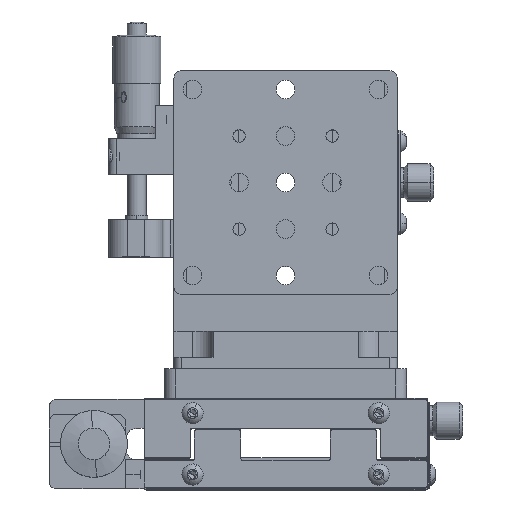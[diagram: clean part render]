
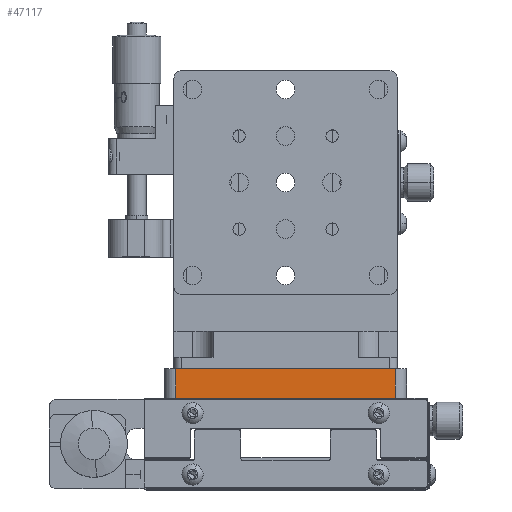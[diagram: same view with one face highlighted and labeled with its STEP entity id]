
A CAD part, top view. The second image highlights one B-rep face of the part: STEP entity #47117.
In plain terms, the highlighted planar face has unit normal (0, 0, 1).
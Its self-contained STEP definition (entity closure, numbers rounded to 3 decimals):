
#602 = DIRECTION ( 'NONE',  ( 1., 0., 0. ) ) ;
#2918 = EDGE_CURVE ( 'NONE', #48941, #58799, #56823, .T. ) ;
#4160 = CARTESIAN_POINT ( 'NONE',  ( 29.5, 32.5, 32.5 ) ) ;
#4762 = CARTESIAN_POINT ( 'NONE',  ( 29.5, 24.5, 32.5 ) ) ;
#6309 = ORIENTED_EDGE ( 'NONE', *, *, #50720, .T. ) ;
#7756 = VERTEX_POINT ( 'NONE', #54103 ) ;
#9142 = CARTESIAN_POINT ( 'NONE',  ( -32.5, 32.5, 32.5 ) ) ;
#9535 = PLANE ( 'NONE',  #52234 ) ;
#11713 = ORIENTED_EDGE ( 'NONE', *, *, #49449, .F. ) ;
#16801 = ORIENTED_EDGE ( 'NONE', *, *, #61199, .T. ) ;
#16947 = DIRECTION ( 'NONE',  ( 0., -1., 0. ) ) ;
#20612 = CARTESIAN_POINT ( 'NONE',  ( -29.5, 24.5, 32.5 ) ) ;
#21973 = VECTOR ( 'NONE', #44502, 1000. ) ;
#23758 = LINE ( 'NONE', #52310, #37200 ) ;
#24785 = CARTESIAN_POINT ( 'NONE',  ( 29.5, 32.5, 32.5 ) ) ;
#29901 = CARTESIAN_POINT ( 'NONE',  ( -32.5, 32.5, 32.5 ) ) ;
#32014 = ORIENTED_EDGE ( 'NONE', *, *, #2918, .T. ) ;
#34673 = VERTEX_POINT ( 'NONE', #20612 ) ;
#34980 = DIRECTION ( 'NONE',  ( -1., 0., 0. ) ) ;
#36037 = CARTESIAN_POINT ( 'NONE',  ( -32.5, 24.5, 32.5 ) ) ;
#37200 = VECTOR ( 'NONE', #16947, 1000. ) ;
#44502 = DIRECTION ( 'NONE',  ( 1., 0., 0. ) ) ;
#44638 = DIRECTION ( 'NONE',  ( 0., 1., 0. ) ) ;
#46186 = FACE_OUTER_BOUND ( 'NONE', #62045, .T. ) ;
#47117 = ADVANCED_FACE ( 'NONE', ( #46186 ), #9535, .F. ) ;
#48941 = VERTEX_POINT ( 'NONE', #4762 ) ;
#49449 = EDGE_CURVE ( 'NONE', #7756, #58799, #62293, .T. ) ;
#50720 = EDGE_CURVE ( 'NONE', #34673, #48941, #53151, .T. ) ;
#51564 = VECTOR ( 'NONE', #602, 1000. ) ;
#52234 = AXIS2_PLACEMENT_3D ( 'NONE', #29901, #65210, #34980 ) ;
#52310 = CARTESIAN_POINT ( 'NONE',  ( -29.5, 32.5, 32.5 ) ) ;
#53151 = LINE ( 'NONE', #36037, #51564 ) ;
#54103 = CARTESIAN_POINT ( 'NONE',  ( -29.5, 32.5, 32.5 ) ) ;
#56823 = LINE ( 'NONE', #4160, #58414 ) ;
#58414 = VECTOR ( 'NONE', #44638, 1000. ) ;
#58799 = VERTEX_POINT ( 'NONE', #24785 ) ;
#61199 = EDGE_CURVE ( 'NONE', #7756, #34673, #23758, .T. ) ;
#62045 = EDGE_LOOP ( 'NONE', ( #11713, #16801, #6309, #32014 ) ) ;
#62293 = LINE ( 'NONE', #9142, #21973 ) ;
#65210 = DIRECTION ( 'NONE',  ( 0., 0., -1. ) ) ;
